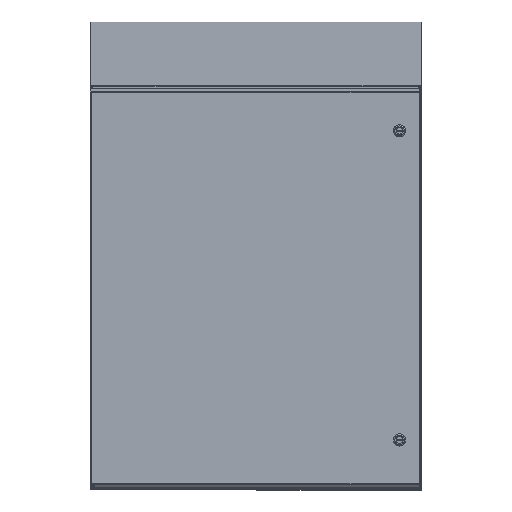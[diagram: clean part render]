
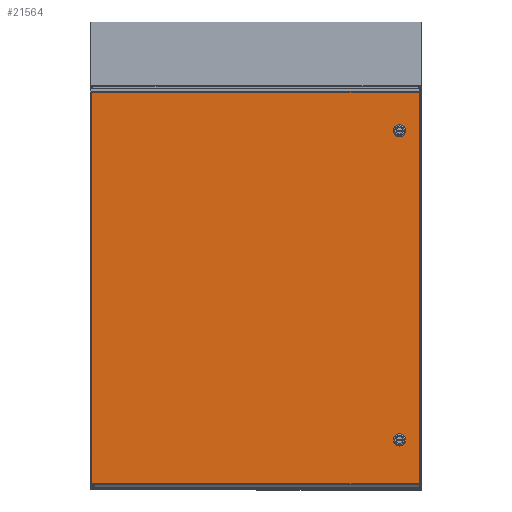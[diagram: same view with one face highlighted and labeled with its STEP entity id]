
A CAD part, top view. The second image highlights one B-rep face of the part: STEP entity #21564.
In plain terms, the highlighted planar face has unit normal (0, 0, 1).
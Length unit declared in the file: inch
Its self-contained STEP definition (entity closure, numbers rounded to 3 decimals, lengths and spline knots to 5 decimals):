
#19737=CARTESIAN_POINT('',(27.96087,-30.83316,0.074));
#19738=VERTEX_POINT('',#19737);
#19745=CARTESIAN_POINT('',(27.77499,-30.64723,0.074));
#19746=VERTEX_POINT('',#19745);
#19747=CARTESIAN_POINT('',(27.56134,-31.04668,0.074));
#19748=DIRECTION('',(0.0,0.0,-1.0));
#19749=DIRECTION('',(0.882,0.471,0.0));
#19750=AXIS2_PLACEMENT_3D('',#19747,#19748,#19749);
#19751=CIRCLE('',#19750,0.453);
#19752=EDGE_CURVE('',#19746,#19738,#19751,.T.);
#19777=CARTESIAN_POINT('',(27.34787,-30.64723,0.074));
#19778=VERTEX_POINT('',#19777);
#19779=CARTESIAN_POINT('',(27.34787,-30.64723,0.074));
#19780=DIRECTION('',(1.0,0.,0.0));
#19781=VECTOR('',#19780,0.42712);
#19782=LINE('',#19779,#19781);
#19783=EDGE_CURVE('',#19778,#19746,#19782,.T.);
#19809=CARTESIAN_POINT('',(27.16187,-30.83316,0.074));
#19810=VERTEX_POINT('',#19809);
#19811=CARTESIAN_POINT('',(27.56134,-31.04677,0.074));
#19812=DIRECTION('',(0.0,0.0,-1.0));
#19813=DIRECTION('',(-0.471,0.882,0.0));
#19814=AXIS2_PLACEMENT_3D('',#19811,#19812,#19813);
#19815=CIRCLE('',#19814,0.453);
#19816=EDGE_CURVE('',#19810,#19778,#19815,.T.);
#19841=CARTESIAN_POINT('',(27.16187,-31.26029,0.074));
#19842=VERTEX_POINT('',#19841);
#19843=CARTESIAN_POINT('',(27.16187,-31.26029,0.074));
#19844=DIRECTION('',(0.,1.0,0.0));
#19845=VECTOR('',#19844,0.42712);
#19846=LINE('',#19843,#19845);
#19847=EDGE_CURVE('',#19842,#19810,#19846,.T.);
#19873=CARTESIAN_POINT('',(27.3478,-31.44623,0.074));
#19874=VERTEX_POINT('',#19873);
#19875=CARTESIAN_POINT('',(27.56137,-31.04673,0.074));
#19876=DIRECTION('',(0.0,0.0,-1.0));
#19877=DIRECTION('',(-0.882,-0.471,0.0));
#19878=AXIS2_PLACEMENT_3D('',#19875,#19876,#19877);
#19879=CIRCLE('',#19878,0.453);
#19880=EDGE_CURVE('',#19874,#19842,#19879,.T.);
#19905=CARTESIAN_POINT('',(27.77493,-31.44623,0.074));
#19906=VERTEX_POINT('',#19905);
#19907=CARTESIAN_POINT('',(27.77493,-31.44623,0.074));
#19908=DIRECTION('',(-1.0,0.,0.0));
#19909=VECTOR('',#19908,0.42712);
#19910=LINE('',#19907,#19909);
#19911=EDGE_CURVE('',#19906,#19874,#19910,.T.);
#19937=CARTESIAN_POINT('',(27.96087,-31.26029,0.074));
#19938=VERTEX_POINT('',#19937);
#19939=CARTESIAN_POINT('',(27.56137,-31.04673,0.074));
#19940=DIRECTION('',(0.0,0.0,-1.0));
#19941=DIRECTION('',(0.471,-0.882,0.0));
#19942=AXIS2_PLACEMENT_3D('',#19939,#19940,#19941);
#19943=CIRCLE('',#19942,0.453);
#19944=EDGE_CURVE('',#19938,#19906,#19943,.T.);
#19967=CARTESIAN_POINT('',(27.96087,-30.83316,0.074));
#19968=DIRECTION('',(0.,-1.0,0.0));
#19969=VECTOR('',#19968,0.42712);
#19970=LINE('',#19967,#19969);
#19971=EDGE_CURVE('',#19738,#19938,#19970,.T.);
#19993=CARTESIAN_POINT('',(27.96087,-2.83316,0.074));
#19994=VERTEX_POINT('',#19993);
#20001=CARTESIAN_POINT('',(27.77499,-2.64723,0.074));
#20002=VERTEX_POINT('',#20001);
#20003=CARTESIAN_POINT('',(27.56134,-3.04668,0.074));
#20004=DIRECTION('',(0.0,0.0,-1.0));
#20005=DIRECTION('',(0.882,0.471,0.0));
#20006=AXIS2_PLACEMENT_3D('',#20003,#20004,#20005);
#20007=CIRCLE('',#20006,0.453);
#20008=EDGE_CURVE('',#20002,#19994,#20007,.T.);
#20033=CARTESIAN_POINT('',(27.34787,-2.64723,0.074));
#20034=VERTEX_POINT('',#20033);
#20035=CARTESIAN_POINT('',(27.34787,-2.64723,0.074));
#20036=DIRECTION('',(1.0,0.,0.0));
#20037=VECTOR('',#20036,0.42712);
#20038=LINE('',#20035,#20037);
#20039=EDGE_CURVE('',#20034,#20002,#20038,.T.);
#20065=CARTESIAN_POINT('',(27.16187,-2.83316,0.074));
#20066=VERTEX_POINT('',#20065);
#20067=CARTESIAN_POINT('',(27.56134,-3.04677,0.074));
#20068=DIRECTION('',(0.0,0.0,-1.0));
#20069=DIRECTION('',(-0.471,0.882,0.0));
#20070=AXIS2_PLACEMENT_3D('',#20067,#20068,#20069);
#20071=CIRCLE('',#20070,0.453);
#20072=EDGE_CURVE('',#20066,#20034,#20071,.T.);
#20097=CARTESIAN_POINT('',(27.16187,-3.26029,0.074));
#20098=VERTEX_POINT('',#20097);
#20099=CARTESIAN_POINT('',(27.16187,-3.26029,0.074));
#20100=DIRECTION('',(0.,1.0,0.0));
#20101=VECTOR('',#20100,0.42712);
#20102=LINE('',#20099,#20101);
#20103=EDGE_CURVE('',#20098,#20066,#20102,.T.);
#20129=CARTESIAN_POINT('',(27.3478,-3.44623,0.074));
#20130=VERTEX_POINT('',#20129);
#20131=CARTESIAN_POINT('',(27.56137,-3.04673,0.074));
#20132=DIRECTION('',(0.0,0.0,-1.0));
#20133=DIRECTION('',(-0.882,-0.471,0.0));
#20134=AXIS2_PLACEMENT_3D('',#20131,#20132,#20133);
#20135=CIRCLE('',#20134,0.453);
#20136=EDGE_CURVE('',#20130,#20098,#20135,.T.);
#20161=CARTESIAN_POINT('',(27.77493,-3.44623,0.074));
#20162=VERTEX_POINT('',#20161);
#20163=CARTESIAN_POINT('',(27.77493,-3.44623,0.074));
#20164=DIRECTION('',(-1.0,0.,0.0));
#20165=VECTOR('',#20164,0.42712);
#20166=LINE('',#20163,#20165);
#20167=EDGE_CURVE('',#20162,#20130,#20166,.T.);
#20193=CARTESIAN_POINT('',(27.96087,-3.26029,0.074));
#20194=VERTEX_POINT('',#20193);
#20195=CARTESIAN_POINT('',(27.56137,-3.04673,0.074));
#20196=DIRECTION('',(0.0,0.0,-1.0));
#20197=DIRECTION('',(0.471,-0.882,0.0));
#20198=AXIS2_PLACEMENT_3D('',#20195,#20196,#20197);
#20199=CIRCLE('',#20198,0.453);
#20200=EDGE_CURVE('',#20194,#20162,#20199,.T.);
#20223=CARTESIAN_POINT('',(27.96087,-2.83316,0.074));
#20224=DIRECTION('',(0.,-1.0,0.0));
#20225=VECTOR('',#20224,0.42712);
#20226=LINE('',#20223,#20225);
#20227=EDGE_CURVE('',#19994,#20194,#20226,.T.);
#20280=CARTESIAN_POINT('',(29.33112,-35.0199,0.074));
#20281=VERTEX_POINT('',#20280);
#20309=CARTESIAN_POINT('',(29.33112,0.42645,0.074));
#20310=VERTEX_POINT('',#20309);
#20321=CARTESIAN_POINT('',(29.33112,-35.0199,0.074));
#20322=DIRECTION('',(0.0,1.0,0.0));
#20323=VECTOR('',#20322,35.44636);
#20324=LINE('',#20321,#20323);
#20325=EDGE_CURVE('',#20281,#20310,#20324,.T.);
#20772=CARTESIAN_POINT('',(-0.33338,-35.0199,0.074));
#20773=VERTEX_POINT('',#20772);
#20869=CARTESIAN_POINT('',(-0.33338,0.42645,0.074));
#20870=VERTEX_POINT('',#20869);
#20871=CARTESIAN_POINT('',(-0.33338,0.42645,0.074));
#20872=DIRECTION('',(0.0,-1.0,0.0));
#20873=VECTOR('',#20872,35.44636);
#20874=LINE('',#20871,#20873);
#20875=EDGE_CURVE('',#20870,#20773,#20874,.T.);
#21477=CARTESIAN_POINT('',(29.33112,0.42645,0.074));
#21478=DIRECTION('',(-1.0,0.0,0.0));
#21479=VECTOR('',#21478,29.6645);
#21480=LINE('',#21477,#21479);
#21481=EDGE_CURVE('',#20310,#20870,#21480,.T.);
#21511=CARTESIAN_POINT('',(-0.33338,-35.0199,0.074));
#21512=DIRECTION('',(1.0,0.0,0.0));
#21513=VECTOR('',#21512,29.6645);
#21514=LINE('',#21511,#21513);
#21515=EDGE_CURVE('',#20773,#20281,#21514,.T.);
#21533=CARTESIAN_POINT('',(14.49887,-17.29673,0.074));
#21534=DIRECTION('',(0.0,0.0,1.0));
#21535=DIRECTION('',(1.0,0.0,0.0));
#21536=AXIS2_PLACEMENT_3D('',#21533,#21534,#21535);
#21537=PLANE('',#21536);
#21538=ORIENTED_EDGE('',*,*,#21515,.T.);
#21539=ORIENTED_EDGE('',*,*,#20325,.T.);
#21540=ORIENTED_EDGE('',*,*,#21481,.T.);
#21541=ORIENTED_EDGE('',*,*,#20875,.T.);
#21542=EDGE_LOOP('',(#21538,#21539,#21540,#21541));
#21543=FACE_OUTER_BOUND('',#21542,.T.);
#21544=ORIENTED_EDGE('',*,*,#19752,.T.);
#21545=ORIENTED_EDGE('',*,*,#19971,.T.);
#21546=ORIENTED_EDGE('',*,*,#19944,.T.);
#21547=ORIENTED_EDGE('',*,*,#19911,.T.);
#21548=ORIENTED_EDGE('',*,*,#19880,.T.);
#21549=ORIENTED_EDGE('',*,*,#19847,.T.);
#21550=ORIENTED_EDGE('',*,*,#19816,.T.);
#21551=ORIENTED_EDGE('',*,*,#19783,.T.);
#21552=EDGE_LOOP('',(#21544,#21545,#21546,#21547,#21548,#21549,#21550,#21551));
#21553=FACE_BOUND('',#21552,.T.);
#21554=ORIENTED_EDGE('',*,*,#20008,.T.);
#21555=ORIENTED_EDGE('',*,*,#20227,.T.);
#21556=ORIENTED_EDGE('',*,*,#20200,.T.);
#21557=ORIENTED_EDGE('',*,*,#20167,.T.);
#21558=ORIENTED_EDGE('',*,*,#20136,.T.);
#21559=ORIENTED_EDGE('',*,*,#20103,.T.);
#21560=ORIENTED_EDGE('',*,*,#20072,.T.);
#21561=ORIENTED_EDGE('',*,*,#20039,.T.);
#21562=EDGE_LOOP('',(#21554,#21555,#21556,#21557,#21558,#21559,#21560,#21561));
#21563=FACE_BOUND('',#21562,.T.);
#21564=ADVANCED_FACE('',(#21543,#21553,#21563),#21537,.T.);
